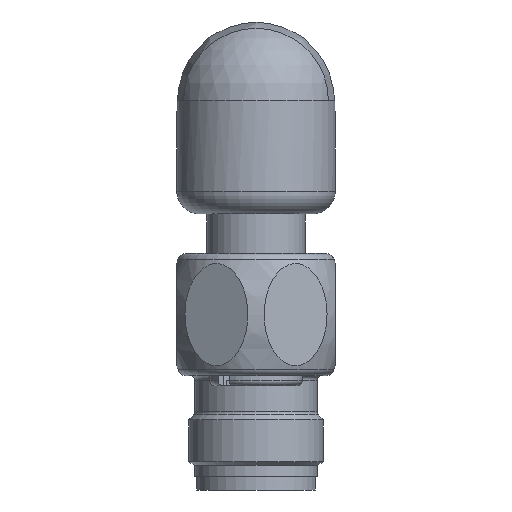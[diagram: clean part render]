
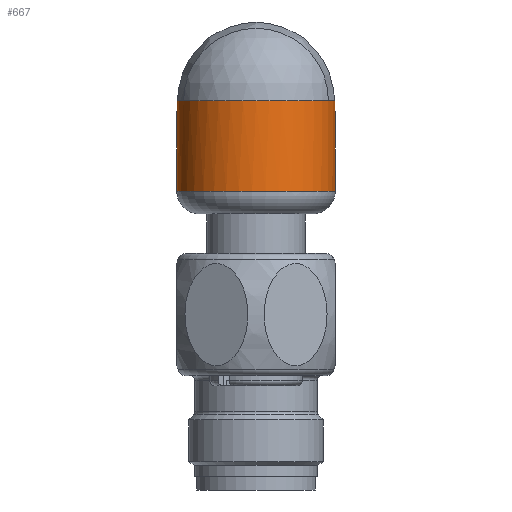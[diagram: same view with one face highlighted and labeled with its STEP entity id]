
A CAD part, front view. The second image highlights one B-rep face of the part: STEP entity #667.
In plain terms, the highlighted cylindrical face has radius 7 mm (diameter 14 mm), a full revolution.
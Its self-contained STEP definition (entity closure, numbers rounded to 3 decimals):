
#667=ADVANCED_FACE('',(#889,#890),#747,.T.);
#747=CYLINDRICAL_SURFACE('',#2938,7.);
#769=B_SPLINE_CURVE_WITH_KNOTS('',3,(#4998,#4999,#5000,#5001,#5002,#5003,
#5004,#5005,#5006,#5007,#5008,#5009,#5010,#5011,#5012,#5013,#5014,#5015,
#5016,#5017,#5018,#5019),.UNSPECIFIED.,.F.,.F.,(4,2,2,2,2,2,2,2,2,2,4),
(0.,0.063,0.125,0.25,0.375,0.5,0.625,0.75,0.875,0.938,1.),
 .UNSPECIFIED.);
#889=FACE_BOUND('',#1140,.T.);
#890=FACE_BOUND('',#1141,.T.);
#1140=EDGE_LOOP('',(#1779));
#1141=EDGE_LOOP('',(#1780,#1781,#1782,#1783));
#1779=ORIENTED_EDGE('',*,*,#2364,.T.);
#1780=ORIENTED_EDGE('',*,*,#2365,.F.);
#1781=ORIENTED_EDGE('',*,*,#2366,.T.);
#1782=ORIENTED_EDGE('',*,*,#2367,.F.);
#1783=ORIENTED_EDGE('',*,*,#2368,.T.);
#2040=VERTEX_POINT('',#4994);
#2041=VERTEX_POINT('',#4996);
#2042=VERTEX_POINT('',#4997);
#2043=VERTEX_POINT('',#5020);
#2044=VERTEX_POINT('',#5022);
#2364=EDGE_CURVE('',#2040,#2040,#2577,.T.);
#2365=EDGE_CURVE('',#2041,#2042,#2578,.T.);
#2366=EDGE_CURVE('',#2041,#2043,#769,.T.);
#2367=EDGE_CURVE('',#2044,#2043,#2579,.T.);
#2368=EDGE_CURVE('',#2044,#2042,#2580,.T.);
#2577=CIRCLE('',#2934,7.);
#2578=CIRCLE('',#2935,7.);
#2579=CIRCLE('',#2936,7.);
#2580=CIRCLE('',#2937,7.);
#2934=AXIS2_PLACEMENT_3D('',#4993,#3755,#3756);
#2935=AXIS2_PLACEMENT_3D('',#4995,#3757,#3758);
#2936=AXIS2_PLACEMENT_3D('',#5021,#3759,#3760);
#2937=AXIS2_PLACEMENT_3D('',#5023,#3761,#3762);
#2938=AXIS2_PLACEMENT_3D('',#5024,#3763,#3764);
#3755=DIRECTION('',(0.,0.,1.));
#3756=DIRECTION('',(-1.,0.,0.));
#3757=DIRECTION('',(0.,0.,1.));
#3758=DIRECTION('',(-1.,0.,0.));
#3759=DIRECTION('',(0.,0.,1.));
#3760=DIRECTION('',(-1.,0.,0.));
#3761=DIRECTION('',(0.,0.,-1.));
#3762=DIRECTION('',(1.,0.,0.));
#3763=DIRECTION('',(0.,0.,-1.));
#3764=DIRECTION('',(1.,0.,0.));
#4993=CARTESIAN_POINT('',(0.,-113.225,2.));
#4994=CARTESIAN_POINT('',(-7.,-113.225,2.));
#4995=CARTESIAN_POINT('',(0.,-113.225,10.));
#4996=CARTESIAN_POINT('',(-6.794,-111.539,10.));
#4997=CARTESIAN_POINT('',(-6.397,-116.066,10.));
#4998=CARTESIAN_POINT('',(-6.794,-111.539,10.));
#4999=CARTESIAN_POINT('',(-6.794,-111.539,9.465));
#5000=CARTESIAN_POINT('',(-6.717,-111.234,8.984));
#5001=CARTESIAN_POINT('',(-6.526,-110.676,8.1));
#5002=CARTESIAN_POINT('',(-6.402,-110.374,7.677));
#5003=CARTESIAN_POINT('',(-5.95,-109.478,6.437));
#5004=CARTESIAN_POINT('',(-5.549,-108.889,5.657));
#5005=CARTESIAN_POINT('',(-4.47,-107.783,4.194));
#5006=CARTESIAN_POINT('',(-3.796,-107.27,3.521));
#5007=CARTESIAN_POINT('',(-2.101,-106.483,2.49));
#5008=CARTESIAN_POINT('',(-1.078,-106.225,2.153));
#5009=CARTESIAN_POINT('',(1.079,-106.225,2.153));
#5010=CARTESIAN_POINT('',(2.111,-106.487,2.495));
#5011=CARTESIAN_POINT('',(3.798,-107.272,3.524));
#5012=CARTESIAN_POINT('',(4.473,-107.786,4.198));
#5013=CARTESIAN_POINT('',(5.551,-108.891,5.66));
#5014=CARTESIAN_POINT('',(5.955,-109.487,6.449));
#5015=CARTESIAN_POINT('',(6.402,-110.375,7.679));
#5016=CARTESIAN_POINT('',(6.525,-110.674,8.098));
#5017=CARTESIAN_POINT('',(6.717,-111.234,8.984));
#5018=CARTESIAN_POINT('',(6.794,-111.539,9.458));
#5019=CARTESIAN_POINT('',(6.794,-111.539,10.));
#5020=CARTESIAN_POINT('',(6.794,-111.539,10.));
#5021=CARTESIAN_POINT('',(0.,-113.225,10.));
#5022=CARTESIAN_POINT('',(6.397,-116.066,10.));
#5023=CARTESIAN_POINT('',(0.,-113.225,10.));
#5024=CARTESIAN_POINT('',(0.,-113.225,17.));
